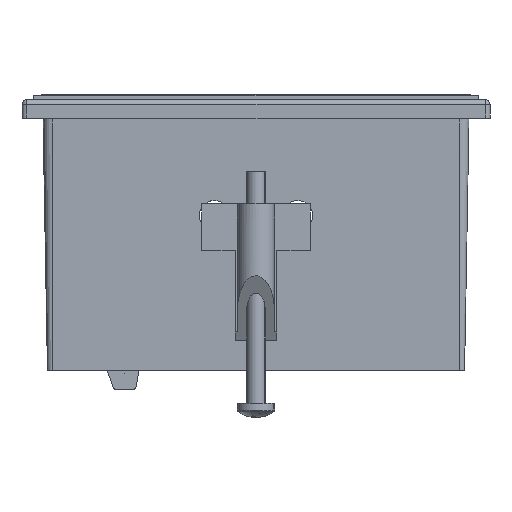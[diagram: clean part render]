
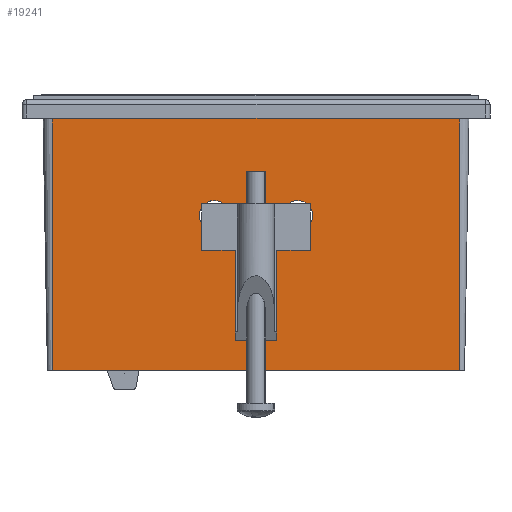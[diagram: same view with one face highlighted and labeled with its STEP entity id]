
A CAD part, left-side view. The second image highlights one B-rep face of the part: STEP entity #19241.
In plain terms, the highlighted planar face has unit normal (-1, 0, -0.018).
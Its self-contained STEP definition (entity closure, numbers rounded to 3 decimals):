
#4206 = EDGE_LOOP ( 'NONE', ( #36503, #36499 ) ) ;
#4207 = EDGE_LOOP ( 'NONE', ( #36507, #36517 ) ) ;
#4210 = EDGE_LOOP ( 'NONE', ( #36508, #36500, #36576, #36510 ) ) ;
#16039 = VERTEX_POINT ( 'NONE', #27667 ) ;
#16040 = VERTEX_POINT ( 'NONE', #27668 ) ;
#16045 = VERTEX_POINT ( 'NONE', #27671 ) ;
#16047 = VERTEX_POINT ( 'NONE', #27672 ) ;
#16069 = VERTEX_POINT ( 'NONE', #27684 ) ;
#16071 = VERTEX_POINT ( 'NONE', #27685 ) ;
#16087 = VERTEX_POINT ( 'NONE', #27693 ) ;
#16088 = VERTEX_POINT ( 'NONE', #27694 ) ;
#18523 = AXIS2_PLACEMENT_3D ( 'NONE', #29008, #29017, #29018 ) ;
#19241 = ADVANCED_FACE ( 'NONE', ( #29713, #29720, #29722 ), #28988, .T. ) ;
#19649 = EDGE_CURVE ( 'NONE', #16039, #16040, #30365, .T. ) ;
#19650 = EDGE_CURVE ( 'NONE', #16045, #16047, #30366, .T. ) ;
#19678 = EDGE_CURVE ( 'NONE', #16069, #16071, #34594, .T. ) ;
#19689 = EDGE_CURVE ( 'NONE', #16040, #16039, #30368, .T. ) ;
#19700 = EDGE_CURVE ( 'NONE', #16071, #16088, #34616, .T. ) ;
#19701 = EDGE_CURVE ( 'NONE', #16069, #16087, #34622, .T. ) ;
#19703 = EDGE_CURVE ( 'NONE', #16047, #16045, #30371, .T. ) ;
#19705 = EDGE_CURVE ( 'NONE', #16087, #16088, #34615, .T. ) ;
#27667 = CARTESIAN_POINT ( 'NONE',  ( -45.542, -9., -29.25 ) ) ;
#27668 = CARTESIAN_POINT ( 'NONE',  ( -45.655, -9., -22.75 ) ) ;
#27671 = CARTESIAN_POINT ( 'NONE',  ( -45.542, 9., -29.25 ) ) ;
#27672 = CARTESIAN_POINT ( 'NONE',  ( -45.655, 9., -22.75 ) ) ;
#27684 = CARTESIAN_POINT ( 'NONE',  ( -45.014, -44., -59.5 ) ) ;
#27685 = CARTESIAN_POINT ( 'NONE',  ( -45.014, 44., -59.5 ) ) ;
#27693 = CARTESIAN_POINT ( 'NONE',  ( -46., -44., -3. ) ) ;
#27694 = CARTESIAN_POINT ( 'NONE',  ( -46., 44., -3. ) ) ;
#28988 = PLANE ( 'NONE',  #18523 ) ;
#29008 = CARTESIAN_POINT ( 'NONE',  ( -46., -44., -3. ) ) ;
#29017 = DIRECTION ( 'NONE',  ( -1., 0., -0.017 ) ) ;
#29018 = DIRECTION ( 'NONE',  ( -0.017, 0., 1. ) ) ;
#29713 = FACE_BOUND ( 'NONE', #4207, .T. ) ;
#29720 = FACE_OUTER_BOUND ( 'NONE', #4210, .T. ) ;
#29722 = FACE_BOUND ( 'NONE', #4206, .T. ) ;
#30365 =( BOUNDED_CURVE ( )  B_SPLINE_CURVE ( 3, ( #33642, #33645, #33646, #33647 ),
 .UNSPECIFIED., .F., .T. ) 
 B_SPLINE_CURVE_WITH_KNOTS ( ( 4, 4 ),
 ( 3.142, 6.283 ),
 .UNSPECIFIED. ) 
 CURVE ( )  GEOMETRIC_REPRESENTATION_ITEM ( )  RATIONAL_B_SPLINE_CURVE ( ( 1., 0.333, 0.333, 1. ) ) 
 REPRESENTATION_ITEM ( '' )  );
#30366 =( BOUNDED_CURVE ( )  B_SPLINE_CURVE ( 3, ( #33641, #33649, #33650, #33651 ),
 .UNSPECIFIED., .F., .T. ) 
 B_SPLINE_CURVE_WITH_KNOTS ( ( 4, 4 ),
 ( 3.142, 6.283 ),
 .UNSPECIFIED. ) 
 CURVE ( )  GEOMETRIC_REPRESENTATION_ITEM ( )  RATIONAL_B_SPLINE_CURVE ( ( 1., 0.333, 0.333, 1. ) ) 
 REPRESENTATION_ITEM ( '' )  );
#30368 =( BOUNDED_CURVE ( )  B_SPLINE_CURVE ( 3, ( #33703, #33705, #33706, #33707 ),
 .UNSPECIFIED., .F., .F. ) 
 B_SPLINE_CURVE_WITH_KNOTS ( ( 4, 4 ),
 ( 0., 3.142 ),
 .UNSPECIFIED. ) 
 CURVE ( )  GEOMETRIC_REPRESENTATION_ITEM ( )  RATIONAL_B_SPLINE_CURVE ( ( 1., 0.333, 0.333, 1. ) ) 
 REPRESENTATION_ITEM ( '' )  );
#30371 =( BOUNDED_CURVE ( )  B_SPLINE_CURVE ( 3, ( #33727, #33729, #33730, #33731 ),
 .UNSPECIFIED., .F., .F. ) 
 B_SPLINE_CURVE_WITH_KNOTS ( ( 4, 4 ),
 ( 0., 3.142 ),
 .UNSPECIFIED. ) 
 CURVE ( )  GEOMETRIC_REPRESENTATION_ITEM ( )  RATIONAL_B_SPLINE_CURVE ( ( 1., 0.333, 0.333, 1. ) ) 
 REPRESENTATION_ITEM ( '' )  );
#33641 = CARTESIAN_POINT ( 'NONE',  ( -45.542, 9., -29.25 ) ) ;
#33642 = CARTESIAN_POINT ( 'NONE',  ( -45.542, -9., -29.25 ) ) ;
#33645 = CARTESIAN_POINT ( 'NONE',  ( -45.542, -15.5, -29.25 ) ) ;
#33646 = CARTESIAN_POINT ( 'NONE',  ( -45.655, -15.5, -22.75 ) ) ;
#33647 = CARTESIAN_POINT ( 'NONE',  ( -45.655, -9., -22.75 ) ) ;
#33649 = CARTESIAN_POINT ( 'NONE',  ( -45.542, 2.5, -29.25 ) ) ;
#33650 = CARTESIAN_POINT ( 'NONE',  ( -45.655, 2.5, -22.75 ) ) ;
#33651 = CARTESIAN_POINT ( 'NONE',  ( -45.655, 9., -22.75 ) ) ;
#33690 = CARTESIAN_POINT ( 'NONE',  ( -45.014, -44., -59.5 ) ) ;
#33691 = DIRECTION ( 'NONE',  ( 0., 1., 0. ) ) ;
#33703 = CARTESIAN_POINT ( 'NONE',  ( -45.655, -9., -22.75 ) ) ;
#33705 = CARTESIAN_POINT ( 'NONE',  ( -45.655, -2.5, -22.75 ) ) ;
#33706 = CARTESIAN_POINT ( 'NONE',  ( -45.542, -2.5, -29.25 ) ) ;
#33707 = CARTESIAN_POINT ( 'NONE',  ( -45.542, -9., -29.25 ) ) ;
#33723 = CARTESIAN_POINT ( 'NONE',  ( -46., -44., -3. ) ) ;
#33724 = CARTESIAN_POINT ( 'NONE',  ( -46., 44., -3. ) ) ;
#33725 = DIRECTION ( 'NONE',  ( -0.017, 0., 1. ) ) ;
#33727 = CARTESIAN_POINT ( 'NONE',  ( -45.655, 9., -22.75 ) ) ;
#33728 = DIRECTION ( 'NONE',  ( -0.017, 0., 1. ) ) ;
#33729 = CARTESIAN_POINT ( 'NONE',  ( -45.655, 15.5, -22.75 ) ) ;
#33730 = CARTESIAN_POINT ( 'NONE',  ( -45.542, 15.5, -29.25 ) ) ;
#33731 = CARTESIAN_POINT ( 'NONE',  ( -45.542, 9., -29.25 ) ) ;
#33733 = CARTESIAN_POINT ( 'NONE',  ( -46., -44., -3. ) ) ;
#33734 = DIRECTION ( 'NONE',  ( 0., 1., 0. ) ) ;
#34594 = LINE ( 'NONE', #33690, #34596 ) ;
#34596 = VECTOR ( 'NONE', #33691, 1000. ) ;
#34615 = LINE ( 'NONE', #33733, #34627 ) ;
#34616 = LINE ( 'NONE', #33724, #34623 ) ;
#34622 = LINE ( 'NONE', #33723, #34624 ) ;
#34623 = VECTOR ( 'NONE', #33725, 1000. ) ;
#34624 = VECTOR ( 'NONE', #33728, 1000. ) ;
#34627 = VECTOR ( 'NONE', #33734, 1000. ) ;
#36499 = ORIENTED_EDGE ( 'NONE', *, *, #19649, .F. ) ;
#36500 = ORIENTED_EDGE ( 'NONE', *, *, #19700, .F. ) ;
#36503 = ORIENTED_EDGE ( 'NONE', *, *, #19689, .F. ) ;
#36507 = ORIENTED_EDGE ( 'NONE', *, *, #19703, .F. ) ;
#36508 = ORIENTED_EDGE ( 'NONE', *, *, #19705, .T. ) ;
#36510 = ORIENTED_EDGE ( 'NONE', *, *, #19701, .T. ) ;
#36517 = ORIENTED_EDGE ( 'NONE', *, *, #19650, .F. ) ;
#36576 = ORIENTED_EDGE ( 'NONE', *, *, #19678, .F. ) ;
